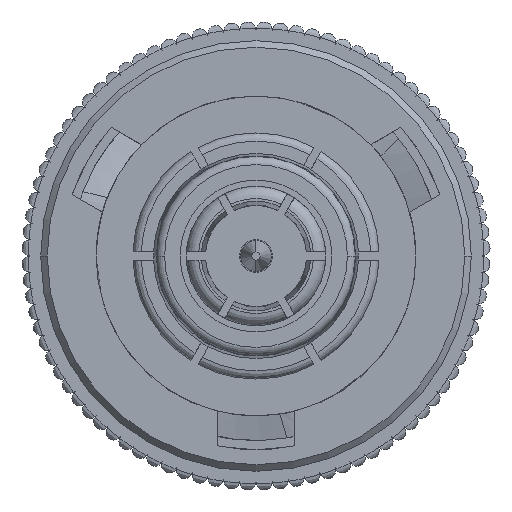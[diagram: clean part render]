
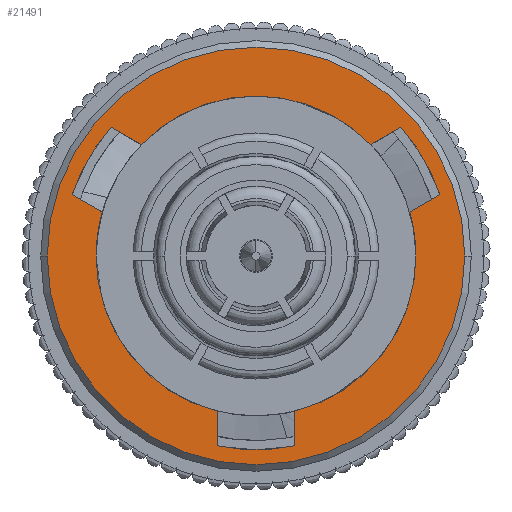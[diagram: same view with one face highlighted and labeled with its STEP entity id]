
A CAD part, left-side view. The second image highlights one B-rep face of the part: STEP entity #21491.
In plain terms, the highlighted face is planar.
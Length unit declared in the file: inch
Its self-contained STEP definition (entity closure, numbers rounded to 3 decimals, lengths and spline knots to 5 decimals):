
#221 = DIRECTION ( 'NONE',  ( 0., 1., 0. ) ) ;
#449 = CARTESIAN_POINT ( 'NONE',  ( 0., 0., 0. ) ) ;
#634 = CARTESIAN_POINT ( 'NONE',  ( 0., 0., -0.195 ) ) ;
#1563 = ORIENTED_EDGE ( 'NONE', *, *, #9417, .T. ) ;
#1576 = CIRCLE ( 'NONE', #14309, 0.195 ) ;
#1681 = LINE ( 'NONE', #21957, #23814 ) ;
#1720 = VECTOR ( 'NONE', #29775, 39.37008 ) ;
#1909 = DIRECTION ( 'NONE',  ( 0., 0., 1. ) ) ;
#1975 = DIRECTION ( 'NONE',  ( 0., 0., 1. ) ) ;
#2275 = VERTEX_POINT ( 'NONE', #25082 ) ;
#2382 = EDGE_CURVE ( 'NONE', #6815, #12685, #2419, .T. ) ;
#2419 = CIRCLE ( 'NONE', #16939, 0.195 ) ;
#2433 = CARTESIAN_POINT ( 'NONE',  ( 0., 0.2314, -0.0475 ) ) ;
#2643 = DIRECTION ( 'NONE',  ( 0., 0., 1. ) ) ;
#2809 = DIRECTION ( 'NONE',  ( 0., -1., 0. ) ) ;
#2908 = CIRCLE ( 'NONE', #20922, 0.195 ) ;
#2952 = CARTESIAN_POINT ( 'NONE',  ( 0., 0., 0. ) ) ;
#3844 = PLANE ( 'NONE',  #16874 ) ;
#4405 = VERTEX_POINT ( 'NONE', #27963 ) ;
#4415 = VECTOR ( 'NONE', #15077, 39.37008 ) ;
#4733 = CARTESIAN_POINT ( 'NONE',  ( 0., 0.18913, -0.0475 ) ) ;
#4753 = CARTESIAN_POINT ( 'NONE',  ( 0., 0., 0. ) ) ;
#5172 = CIRCLE ( 'NONE', #19119, 0.195 ) ;
#5365 = EDGE_CURVE ( 'NONE', #20507, #23041, #9571, .T. ) ;
#5850 = LINE ( 'NONE', #2433, #35053 ) ;
#6237 = CARTESIAN_POINT ( 'NONE',  ( 0., 0., 0. ) ) ;
#6673 = CARTESIAN_POINT ( 'NONE',  ( 0., 0., 0. ) ) ;
#6815 = VERTEX_POINT ( 'NONE', #8060 ) ;
#6930 = DIRECTION ( 'NONE',  ( -1., 0., 0. ) ) ;
#7469 = LINE ( 'NONE', #24200, #15113 ) ;
#7656 = EDGE_CURVE ( 'NONE', #18079, #21777, #9442, .T. ) ;
#7684 = ORIENTED_EDGE ( 'NONE', *, *, #21063, .T. ) ;
#8060 = CARTESIAN_POINT ( 'NONE',  ( 0., -0.1357, -0.14004 ) ) ;
#8114 = CARTESIAN_POINT ( 'NONE',  ( 0., 0., -0.2545 ) ) ;
#9131 = EDGE_CURVE ( 'NONE', #9918, #4405, #34556, .T. ) ;
#9417 = EDGE_CURVE ( 'NONE', #14832, #27491, #1576, .T. ) ;
#9442 = LINE ( 'NONE', #31637, #4415 ) ;
#9461 = FACE_BOUND ( 'NONE', #28806, .T. ) ;
#9503 = CIRCLE ( 'NONE', #27019, 0.195 ) ;
#9571 = CIRCLE ( 'NONE', #22932, 0.2545 ) ;
#9918 = VERTEX_POINT ( 'NONE', #11754 ) ;
#9947 = ORIENTED_EDGE ( 'NONE', *, *, #31791, .F. ) ;
#10103 = VERTEX_POINT ( 'NONE', #18335 ) ;
#10188 = CARTESIAN_POINT ( 'NONE',  ( 0., 0.2314, 0.0475 ) ) ;
#11011 = AXIS2_PLACEMENT_3D ( 'NONE', #449, #16819, #28456 ) ;
#11297 = DIRECTION ( 'NONE',  ( 0., 0., 1. ) ) ;
#11329 = DIRECTION ( 'NONE',  ( -1., 0., 0. ) ) ;
#11406 = EDGE_CURVE ( 'NONE', #33802, #12928, #27712, .T. ) ;
#11677 = CARTESIAN_POINT ( 'NONE',  ( 0., 0., 0. ) ) ;
#11754 = CARTESIAN_POINT ( 'NONE',  ( 0., -0.15683, -0.17664 ) ) ;
#12685 = VERTEX_POINT ( 'NONE', #32047 ) ;
#12772 = CIRCLE ( 'NONE', #11011, 0.23622 ) ;
#12839 = EDGE_CURVE ( 'NONE', #4405, #27491, #1681, .T. ) ;
#12928 = VERTEX_POINT ( 'NONE', #14311 ) ;
#13237 = ORIENTED_EDGE ( 'NONE', *, *, #18994, .T. ) ;
#13546 = AXIS2_PLACEMENT_3D ( 'NONE', #6673, #30047, #1909 ) ;
#13883 = CARTESIAN_POINT ( 'NONE',  ( 0., 0.2314, 0.0475 ) ) ;
#14188 = EDGE_CURVE ( 'NONE', #2275, #12685, #7469, .T. ) ;
#14309 = AXIS2_PLACEMENT_3D ( 'NONE', #4753, #6930, #18046 ) ;
#14311 = CARTESIAN_POINT ( 'NONE',  ( 0., 0.18913, 0.0475 ) ) ;
#14585 = ORIENTED_EDGE ( 'NONE', *, *, #35797, .F. ) ;
#14605 = EDGE_LOOP ( 'NONE', ( #32291, #34353 ) ) ;
#14832 = VERTEX_POINT ( 'NONE', #634 ) ;
#14913 = DIRECTION ( 'NONE',  ( 0., 0., 1. ) ) ;
#14957 = ORIENTED_EDGE ( 'NONE', *, *, #12839, .F. ) ;
#15077 = DIRECTION ( 'NONE',  ( 0., -0.5, 0.866 ) ) ;
#15113 = VECTOR ( 'NONE', #29475, 39.37008 ) ;
#15161 = ORIENTED_EDGE ( 'NONE', *, *, #2382, .T. ) ;
#15372 = DIRECTION ( 'NONE',  ( 0., 0., 1. ) ) ;
#15444 = DIRECTION ( 'NONE',  ( 0., 0., 1. ) ) ;
#15667 = ORIENTED_EDGE ( 'NONE', *, *, #14188, .F. ) ;
#16223 = ORIENTED_EDGE ( 'NONE', *, *, #25273, .F. ) ;
#16819 = DIRECTION ( 'NONE',  ( 1., 0., 0. ) ) ;
#16874 = AXIS2_PLACEMENT_3D ( 'NONE', #23464, #29116, #14913 ) ;
#16939 = AXIS2_PLACEMENT_3D ( 'NONE', #20347, #31621, #15444 ) ;
#16959 = CARTESIAN_POINT ( 'NONE',  ( 0., 0., 0.195 ) ) ;
#17020 = CIRCLE ( 'NONE', #13546, 0.23622 ) ;
#17072 = ORIENTED_EDGE ( 'NONE', *, *, #35678, .F. ) ;
#17736 = EDGE_CURVE ( 'NONE', #23041, #20507, #32749, .T. ) ;
#17750 = CARTESIAN_POINT ( 'NONE',  ( 0., 0., 0. ) ) ;
#18046 = DIRECTION ( 'NONE',  ( 0., 0., 1. ) ) ;
#18079 = VERTEX_POINT ( 'NONE', #20289 ) ;
#18335 = CARTESIAN_POINT ( 'NONE',  ( 0., 0.2314, -0.0475 ) ) ;
#18867 = LINE ( 'NONE', #27205, #1720 ) ;
#18897 = AXIS2_PLACEMENT_3D ( 'NONE', #2952, #30414, #11297 ) ;
#18994 = EDGE_CURVE ( 'NONE', #18079, #33329, #9503, .T. ) ;
#19119 = AXIS2_PLACEMENT_3D ( 'NONE', #32500, #21766, #1975 ) ;
#20289 = CARTESIAN_POINT ( 'NONE',  ( 0., -0.05343, 0.18754 ) ) ;
#20347 = CARTESIAN_POINT ( 'NONE',  ( 0., 0., 0. ) ) ;
#20507 = VERTEX_POINT ( 'NONE', #8114 ) ;
#20922 = AXIS2_PLACEMENT_3D ( 'NONE', #6237, #30610, #24975 ) ;
#21063 = EDGE_CURVE ( 'NONE', #33329, #12928, #2908, .T. ) ;
#21114 = DIRECTION ( 'NONE',  ( -1., 0., 0. ) ) ;
#21491 = ADVANCED_FACE ( 'NONE', ( #28750, #9461 ), #3844, .F. ) ;
#21766 = DIRECTION ( 'NONE',  ( -1., 0., 0. ) ) ;
#21777 = VERTEX_POINT ( 'NONE', #28485 ) ;
#21957 = CARTESIAN_POINT ( 'NONE',  ( 0., -0.07456, -0.22414 ) ) ;
#22821 = DIRECTION ( 'NONE',  ( -1., 0., 0. ) ) ;
#22932 = AXIS2_PLACEMENT_3D ( 'NONE', #17750, #22821, #15372 ) ;
#23041 = VERTEX_POINT ( 'NONE', #31504 ) ;
#23230 = ORIENTED_EDGE ( 'NONE', *, *, #31757, .T. ) ;
#23464 = CARTESIAN_POINT ( 'NONE',  ( 0., 0.195, 0. ) ) ;
#23814 = VECTOR ( 'NONE', #33046, 39.37008 ) ;
#24200 = CARTESIAN_POINT ( 'NONE',  ( 0., -0.15683, 0.17664 ) ) ;
#24975 = DIRECTION ( 'NONE',  ( 0., 0., 1. ) ) ;
#25007 = ORIENTED_EDGE ( 'NONE', *, *, #7656, .F. ) ;
#25082 = CARTESIAN_POINT ( 'NONE',  ( 0., -0.15683, 0.17664 ) ) ;
#25273 = EDGE_CURVE ( 'NONE', #10103, #33802, #12772, .T. ) ;
#26388 = ORIENTED_EDGE ( 'NONE', *, *, #11406, .F. ) ;
#26914 = VERTEX_POINT ( 'NONE', #4733 ) ;
#27019 = AXIS2_PLACEMENT_3D ( 'NONE', #34561, #21114, #28567 ) ;
#27205 = CARTESIAN_POINT ( 'NONE',  ( 0., -0.15683, -0.17664 ) ) ;
#27491 = VERTEX_POINT ( 'NONE', #34427 ) ;
#27712 = LINE ( 'NONE', #13883, #28374 ) ;
#27963 = CARTESIAN_POINT ( 'NONE',  ( 0., -0.07456, -0.22414 ) ) ;
#28374 = VECTOR ( 'NONE', #2809, 39.37008 ) ;
#28456 = DIRECTION ( 'NONE',  ( 0., 0., 1. ) ) ;
#28485 = CARTESIAN_POINT ( 'NONE',  ( 0., -0.07456, 0.22414 ) ) ;
#28567 = DIRECTION ( 'NONE',  ( 0., 0., 1. ) ) ;
#28750 = FACE_OUTER_BOUND ( 'NONE', #14605, .T. ) ;
#28806 = EDGE_LOOP ( 'NONE', ( #23230, #1563, #14957, #33357, #9947, #15161, #15667, #17072, #25007, #13237, #7684, #26388, #16223, #14585 ) ) ;
#29116 = DIRECTION ( 'NONE',  ( -1., 0., 0. ) ) ;
#29475 = DIRECTION ( 'NONE',  ( 0., 0.5, -0.866 ) ) ;
#29775 = DIRECTION ( 'NONE',  ( 0., -0.5, -0.866 ) ) ;
#30047 = DIRECTION ( 'NONE',  ( 1., 0., 0. ) ) ;
#30414 = DIRECTION ( 'NONE',  ( 1., 0., 0. ) ) ;
#30610 = DIRECTION ( 'NONE',  ( -1., 0., 0. ) ) ;
#31504 = CARTESIAN_POINT ( 'NONE',  ( 0., 0., 0.2545 ) ) ;
#31621 = DIRECTION ( 'NONE',  ( -1., 0., 0. ) ) ;
#31637 = CARTESIAN_POINT ( 'NONE',  ( 0., -0.07456, 0.22414 ) ) ;
#31757 = EDGE_CURVE ( 'NONE', #26914, #14832, #5172, .T. ) ;
#31791 = EDGE_CURVE ( 'NONE', #6815, #9918, #18867, .T. ) ;
#32047 = CARTESIAN_POINT ( 'NONE',  ( 0., -0.1357, 0.14004 ) ) ;
#32291 = ORIENTED_EDGE ( 'NONE', *, *, #17736, .F. ) ;
#32500 = CARTESIAN_POINT ( 'NONE',  ( 0., 0., 0. ) ) ;
#32749 = CIRCLE ( 'NONE', #35668, 0.2545 ) ;
#33046 = DIRECTION ( 'NONE',  ( 0., 0.5, 0.866 ) ) ;
#33329 = VERTEX_POINT ( 'NONE', #16959 ) ;
#33357 = ORIENTED_EDGE ( 'NONE', *, *, #9131, .F. ) ;
#33802 = VERTEX_POINT ( 'NONE', #10188 ) ;
#34353 = ORIENTED_EDGE ( 'NONE', *, *, #5365, .F. ) ;
#34427 = CARTESIAN_POINT ( 'NONE',  ( 0., -0.05343, -0.18754 ) ) ;
#34556 = CIRCLE ( 'NONE', #18897, 0.23622 ) ;
#34561 = CARTESIAN_POINT ( 'NONE',  ( 0., 0., 0. ) ) ;
#35053 = VECTOR ( 'NONE', #221, 39.37008 ) ;
#35668 = AXIS2_PLACEMENT_3D ( 'NONE', #11677, #11329, #2643 ) ;
#35678 = EDGE_CURVE ( 'NONE', #21777, #2275, #17020, .T. ) ;
#35797 = EDGE_CURVE ( 'NONE', #26914, #10103, #5850, .T. ) ;
